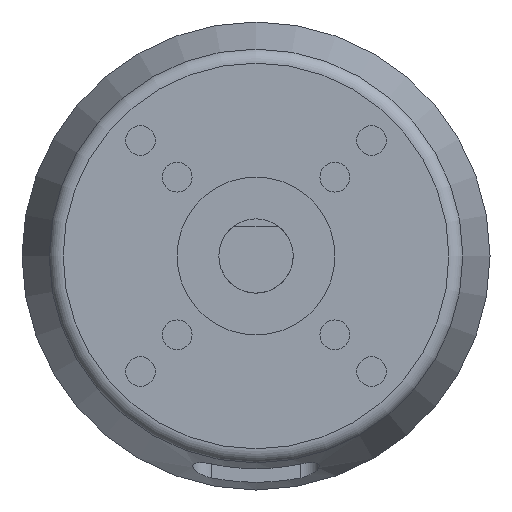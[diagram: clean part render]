
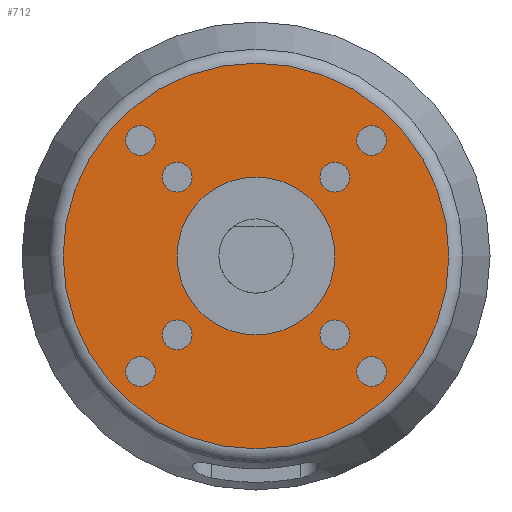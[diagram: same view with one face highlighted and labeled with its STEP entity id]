
A CAD part, front view. The second image highlights one B-rep face of the part: STEP entity #712.
In plain terms, the highlighted planar face has unit normal (0, -1, 0).
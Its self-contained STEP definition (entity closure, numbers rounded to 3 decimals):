
#21=FACE_BOUND('',#151,.T.);
#22=FACE_BOUND('',#152,.T.);
#23=FACE_BOUND('',#153,.T.);
#24=FACE_BOUND('',#154,.T.);
#25=FACE_BOUND('',#155,.T.);
#26=FACE_BOUND('',#156,.T.);
#27=FACE_BOUND('',#157,.T.);
#28=FACE_BOUND('',#158,.T.);
#29=FACE_BOUND('',#159,.T.);
#56=PLANE('',#804);
#93=FACE_OUTER_BOUND('',#150,.T.);
#150=EDGE_LOOP('',(#566));
#151=EDGE_LOOP('',(#567));
#152=EDGE_LOOP('',(#568));
#153=EDGE_LOOP('',(#569));
#154=EDGE_LOOP('',(#570));
#155=EDGE_LOOP('',(#571));
#156=EDGE_LOOP('',(#572));
#157=EDGE_LOOP('',(#573));
#158=EDGE_LOOP('',(#574));
#159=EDGE_LOOP('',(#575));
#284=CIRCLE('',#797,25.964);
#290=CIRCLE('',#805,2.);
#291=CIRCLE('',#806,2.);
#292=CIRCLE('',#807,2.);
#293=CIRCLE('',#808,2.);
#294=CIRCLE('',#809,2.);
#295=CIRCLE('',#810,2.);
#296=CIRCLE('',#811,2.);
#297=CIRCLE('',#812,2.);
#298=CIRCLE('',#813,10.63);
#347=VERTEX_POINT('',#1246);
#352=VERTEX_POINT('',#1261);
#353=VERTEX_POINT('',#1263);
#354=VERTEX_POINT('',#1265);
#355=VERTEX_POINT('',#1267);
#356=VERTEX_POINT('',#1269);
#357=VERTEX_POINT('',#1271);
#358=VERTEX_POINT('',#1273);
#359=VERTEX_POINT('',#1275);
#360=VERTEX_POINT('',#1277);
#422=EDGE_CURVE('',#347,#347,#284,.T.);
#430=EDGE_CURVE('',#352,#352,#290,.T.);
#431=EDGE_CURVE('',#353,#353,#291,.T.);
#432=EDGE_CURVE('',#354,#354,#292,.T.);
#433=EDGE_CURVE('',#355,#355,#293,.T.);
#434=EDGE_CURVE('',#356,#356,#294,.T.);
#435=EDGE_CURVE('',#357,#357,#295,.T.);
#436=EDGE_CURVE('',#358,#358,#296,.T.);
#437=EDGE_CURVE('',#359,#359,#297,.T.);
#438=EDGE_CURVE('',#360,#360,#298,.T.);
#566=ORIENTED_EDGE('',*,*,#422,.F.);
#567=ORIENTED_EDGE('',*,*,#430,.T.);
#568=ORIENTED_EDGE('',*,*,#431,.T.);
#569=ORIENTED_EDGE('',*,*,#432,.T.);
#570=ORIENTED_EDGE('',*,*,#433,.T.);
#571=ORIENTED_EDGE('',*,*,#434,.T.);
#572=ORIENTED_EDGE('',*,*,#435,.T.);
#573=ORIENTED_EDGE('',*,*,#436,.T.);
#574=ORIENTED_EDGE('',*,*,#437,.T.);
#575=ORIENTED_EDGE('',*,*,#438,.T.);
#712=ADVANCED_FACE('',(#93,#21,#22,#23,#24,#25,#26,#27,#28,#29),#56,.F.);
#797=AXIS2_PLACEMENT_3D('',#1247,#964,#965);
#804=AXIS2_PLACEMENT_3D('',#1260,#980,#981);
#805=AXIS2_PLACEMENT_3D('',#1262,#982,#983);
#806=AXIS2_PLACEMENT_3D('',#1264,#984,#985);
#807=AXIS2_PLACEMENT_3D('',#1266,#986,#987);
#808=AXIS2_PLACEMENT_3D('',#1268,#988,#989);
#809=AXIS2_PLACEMENT_3D('',#1270,#990,#991);
#810=AXIS2_PLACEMENT_3D('',#1272,#992,#993);
#811=AXIS2_PLACEMENT_3D('',#1274,#994,#995);
#812=AXIS2_PLACEMENT_3D('',#1276,#996,#997);
#813=AXIS2_PLACEMENT_3D('',#1278,#998,#999);
#964=DIRECTION('center_axis',(0.,1.,0.));
#965=DIRECTION('ref_axis',(0.,0.,-1.));
#980=DIRECTION('center_axis',(0.,1.,0.));
#981=DIRECTION('ref_axis',(1.,0.,0.));
#982=DIRECTION('center_axis',(0.,1.,0.));
#983=DIRECTION('ref_axis',(1.,0.,0.));
#984=DIRECTION('center_axis',(0.,1.,0.));
#985=DIRECTION('ref_axis',(1.,0.,0.));
#986=DIRECTION('center_axis',(0.,1.,0.));
#987=DIRECTION('ref_axis',(1.,0.,0.));
#988=DIRECTION('center_axis',(0.,1.,0.));
#989=DIRECTION('ref_axis',(1.,0.,0.));
#990=DIRECTION('center_axis',(0.,1.,0.));
#991=DIRECTION('ref_axis',(1.,0.,0.));
#992=DIRECTION('center_axis',(0.,1.,0.));
#993=DIRECTION('ref_axis',(1.,0.,0.));
#994=DIRECTION('center_axis',(0.,1.,0.));
#995=DIRECTION('ref_axis',(1.,0.,0.));
#996=DIRECTION('center_axis',(0.,1.,0.));
#997=DIRECTION('ref_axis',(1.,0.,0.));
#998=DIRECTION('center_axis',(0.,1.,0.));
#999=DIRECTION('ref_axis',(1.,0.,0.));
#1246=CARTESIAN_POINT('',(0.,0.,25.964));
#1247=CARTESIAN_POINT('Origin',(0.,0.,0.));
#1260=CARTESIAN_POINT('Origin',(0.,0.,0.));
#1261=CARTESIAN_POINT('',(13.556,0.,-15.556));
#1262=CARTESIAN_POINT('Origin',(15.556,0.,-15.556));
#1263=CARTESIAN_POINT('',(8.607,0.,10.607));
#1264=CARTESIAN_POINT('Origin',(10.607,0.,10.607));
#1265=CARTESIAN_POINT('',(-12.607,0.,10.607));
#1266=CARTESIAN_POINT('Origin',(-10.607,0.,10.607));
#1267=CARTESIAN_POINT('',(8.607,0.,-10.607));
#1268=CARTESIAN_POINT('Origin',(10.607,0.,-10.607));
#1269=CARTESIAN_POINT('',(-17.556,0.,-15.556));
#1270=CARTESIAN_POINT('Origin',(-15.556,0.,-15.556));
#1271=CARTESIAN_POINT('',(13.556,0.,15.556));
#1272=CARTESIAN_POINT('Origin',(15.556,0.,15.556));
#1273=CARTESIAN_POINT('',(-17.556,0.,15.556));
#1274=CARTESIAN_POINT('Origin',(-15.556,0.,15.556));
#1275=CARTESIAN_POINT('',(-12.607,0.,-10.607));
#1276=CARTESIAN_POINT('Origin',(-10.607,0.,-10.607));
#1277=CARTESIAN_POINT('',(-10.63,0.,0.));
#1278=CARTESIAN_POINT('Origin',(0.,0.,0.));
